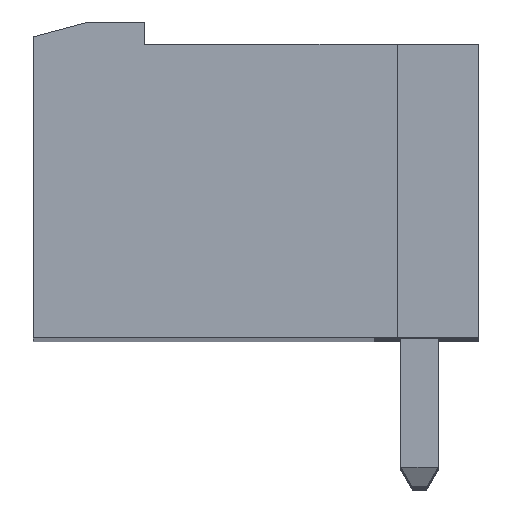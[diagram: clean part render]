
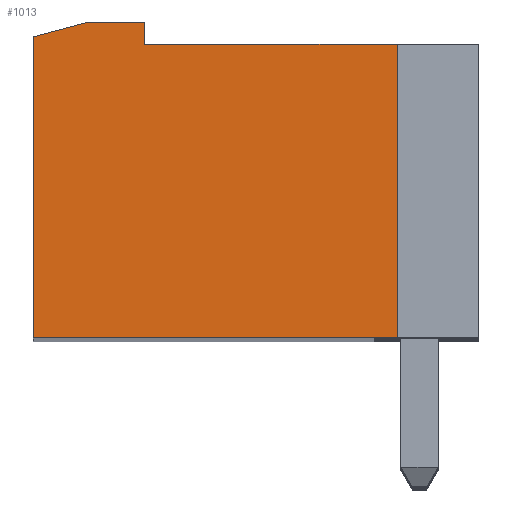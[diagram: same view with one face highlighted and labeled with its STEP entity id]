
A CAD part, top view. The second image highlights one B-rep face of the part: STEP entity #1013.
In plain terms, the highlighted planar face has unit normal (0, 0, 1).
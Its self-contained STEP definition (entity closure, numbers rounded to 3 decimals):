
#1013 = ADVANCED_FACE( '', ( #2099 ), #2100, .F. );
#2099 = FACE_OUTER_BOUND( '', #3223, .T. );
#2100 = PLANE( '', #3224 );
#3223 = EDGE_LOOP( '', ( #6273, #6274, #6275, #6276, #6277, #6278, #6279 ) );
#3224 = AXIS2_PLACEMENT_3D( '', #6280, #6281, #6282 );
#6273 = ORIENTED_EDGE( '', *, *, #7694, .F. );
#6274 = ORIENTED_EDGE( '', *, *, #7547, .F. );
#6275 = ORIENTED_EDGE( '', *, *, #7895, .F. );
#6276 = ORIENTED_EDGE( '', *, *, #7245, .F. );
#6277 = ORIENTED_EDGE( '', *, *, #6862, .F. );
#6278 = ORIENTED_EDGE( '', *, *, #7508, .F. );
#6279 = ORIENTED_EDGE( '', *, *, #6694, .F. );
#6280 = CARTESIAN_POINT( '', ( 440.358, 238.977, 132.86 ) );
#6281 = DIRECTION( '', ( 0., 0., -1. ) );
#6282 = DIRECTION( '', ( 1., 0., 0. ) );
#6694 = EDGE_CURVE( '', #8006, #8007, #8008, .T. );
#6862 = EDGE_CURVE( '', #8302, #8304, #8305, .T. );
#7245 = EDGE_CURVE( '', #8304, #8950, #8951, .T. );
#7508 = EDGE_CURVE( '', #8007, #8302, #9314, .T. );
#7547 = EDGE_CURVE( '', #9369, #9371, #9372, .T. );
#7694 = EDGE_CURVE( '', #9371, #8006, #9558, .T. );
#7895 = EDGE_CURVE( '', #8950, #9369, #9785, .T. );
#8006 = VERTEX_POINT( '', #9918 );
#8007 = VERTEX_POINT( '', #9919 );
#8008 = LINE( '', #9920, #9921 );
#8302 = VERTEX_POINT( '', #10342 );
#8304 = VERTEX_POINT( '', #10345 );
#8305 = LINE( '', #10346, #10347 );
#8950 = VERTEX_POINT( '', #11282 );
#8951 = LINE( '', #11283, #11284 );
#9314 = LINE( '', #11847, #11848 );
#9369 = VERTEX_POINT( '', #11937 );
#9371 = VERTEX_POINT( '', #11940 );
#9372 = LINE( '', #11941, #11942 );
#9558 = LINE( '', #12229, #12230 );
#9785 = LINE( '', #12566, #12567 );
#9918 = CARTESIAN_POINT( '', ( 447.158, 238.277, 132.86 ) );
#9919 = CARTESIAN_POINT( '', ( 447.158, 230.377, 132.86 ) );
#9920 = CARTESIAN_POINT( '', ( 447.158, 230.377, 132.86 ) );
#9921 = VECTOR( '', #12663, 1000. );
#10342 = CARTESIAN_POINT( '', ( 437.358, 230.377, 132.86 ) );
#10345 = CARTESIAN_POINT( '', ( 437.358, 238.477, 132.86 ) );
#10346 = CARTESIAN_POINT( '', ( 437.358, 238.577, 132.86 ) );
#10347 = VECTOR( '', #12813, 1000. );
#11282 = CARTESIAN_POINT( '', ( 438.851, 238.877, 132.86 ) );
#11283 = CARTESIAN_POINT( '', ( 438.851, 238.877, 132.86 ) );
#11284 = VECTOR( '', #13206, 1000. );
#11847 = CARTESIAN_POINT( '', ( 437.358, 230.377, 132.86 ) );
#11848 = VECTOR( '', #13419, 1000. );
#11937 = CARTESIAN_POINT( '', ( 440.358, 238.877, 132.86 ) );
#11940 = CARTESIAN_POINT( '', ( 440.358, 238.277, 132.86 ) );
#11941 = CARTESIAN_POINT( '', ( 440.358, 238.477, 132.86 ) );
#11942 = VECTOR( '', #13455, 1000. );
#12229 = CARTESIAN_POINT( '', ( 447.158, 238.277, 132.86 ) );
#12230 = VECTOR( '', #13554, 1000. );
#12566 = CARTESIAN_POINT( '', ( 440.358, 238.877, 132.86 ) );
#12567 = VECTOR( '', #13664, 1000. );
#12663 = DIRECTION( '', ( 0., -1., 0. ) );
#12813 = DIRECTION( '', ( 0., 1., 0. ) );
#13206 = DIRECTION( '', ( 0.966, 0.259, 0. ) );
#13419 = DIRECTION( '', ( -1., 0., 0. ) );
#13455 = DIRECTION( '', ( 0., -1., 0. ) );
#13554 = DIRECTION( '', ( 1., 0., 0. ) );
#13664 = DIRECTION( '', ( 1., 0., 0. ) );
